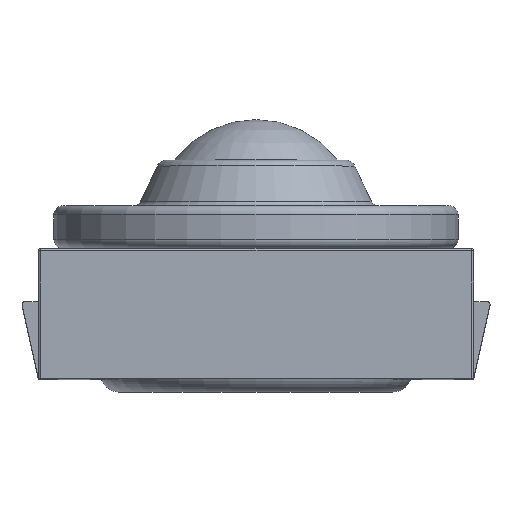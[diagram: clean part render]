
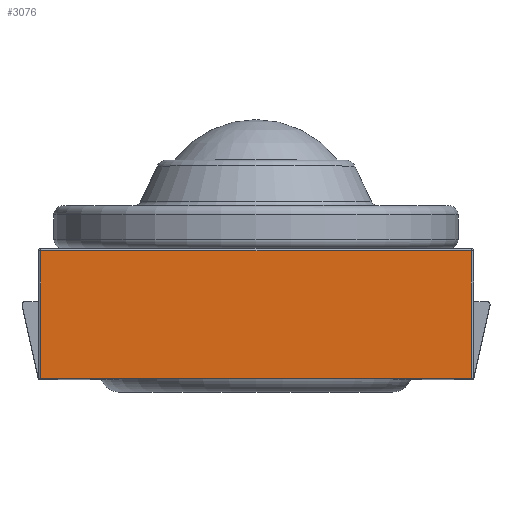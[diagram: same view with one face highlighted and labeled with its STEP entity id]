
A CAD part, top view. The second image highlights one B-rep face of the part: STEP entity #3076.
In plain terms, the highlighted face is planar.
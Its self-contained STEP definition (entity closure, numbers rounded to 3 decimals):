
#57=LINE('',#4600,#377);
#119=LINE('',#4748,#439);
#121=LINE('',#4757,#441);
#122=LINE('',#4758,#442);
#377=VECTOR('',#3670,1000.);
#439=VECTOR('',#3766,1000.);
#441=VECTOR('',#3774,1000.);
#442=VECTOR('',#3775,1000.);
#742=PLANE('',#3305);
#1004=ORIENTED_EDGE('',*,*,#1792,.F.);
#1005=ORIENTED_EDGE('',*,*,#1873,.T.);
#1006=ORIENTED_EDGE('',*,*,#1869,.T.);
#1007=ORIENTED_EDGE('',*,*,#1874,.T.);
#1792=EDGE_CURVE('',#2236,#2237,#57,.T.);
#1869=EDGE_CURVE('',#2306,#2307,#119,.T.);
#1873=EDGE_CURVE('',#2236,#2306,#121,.F.);
#1874=EDGE_CURVE('',#2307,#2237,#122,.T.);
#2236=VERTEX_POINT('',#4599);
#2237=VERTEX_POINT('',#4601);
#2306=VERTEX_POINT('',#4749);
#2307=VERTEX_POINT('',#4750);
#2618=EDGE_LOOP('',(#1004,#1005,#1006,#1007));
#2802=FACE_BOUND('',#2618,.T.);
#3076=ADVANCED_FACE('',(#2802),#742,.F.);
#3305=AXIS2_PLACEMENT_3D('',#4756,#3772,#3773);
#3670=DIRECTION('',(1.,0.,0.));
#3766=DIRECTION('',(1.,0.,0.));
#3772=DIRECTION('',(0.,0.,1.));
#3773=DIRECTION('',(1.,0.,0.));
#3774=DIRECTION('',(0.,-1.,0.));
#3775=DIRECTION('',(0.,-1.,0.));
#4599=CARTESIAN_POINT('',(-16.5,-5.,-25.));
#4600=CARTESIAN_POINT('',(-16.7,-5.,-25.));
#4601=CARTESIAN_POINT('',(16.5,-5.,-25.));
#4748=CARTESIAN_POINT('',(-16.7,4.8,-25.));
#4749=CARTESIAN_POINT('',(-16.5,4.8,-25.));
#4750=CARTESIAN_POINT('',(16.5,4.8,-25.));
#4756=CARTESIAN_POINT('',(-16.7,4.8,-25.));
#4757=CARTESIAN_POINT('',(-16.5,4.8,-25.));
#4758=CARTESIAN_POINT('',(16.5,4.8,-25.));
